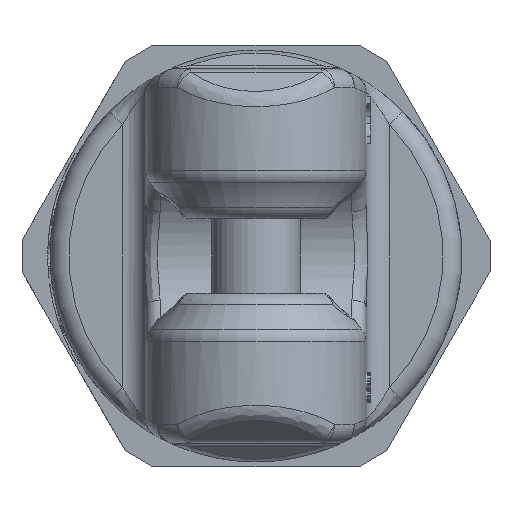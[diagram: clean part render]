
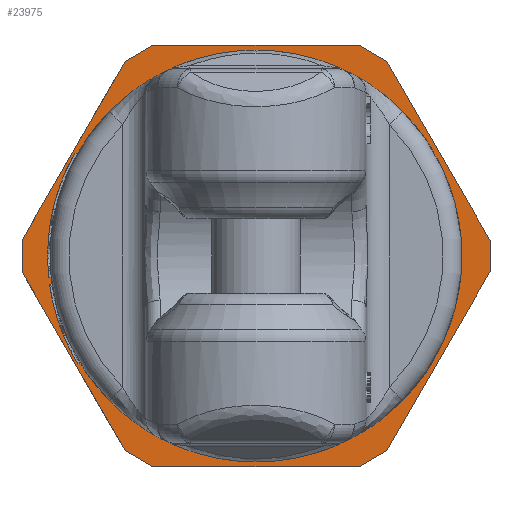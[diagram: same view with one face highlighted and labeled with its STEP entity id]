
A CAD part, left-side view. The second image highlights one B-rep face of the part: STEP entity #23975.
In plain terms, the highlighted face is planar.
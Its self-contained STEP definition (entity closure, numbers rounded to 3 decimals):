
#18978=DIRECTION('',(-0.866,-0.5,0.));
#18979=VECTOR('',#18978,6.795);
#18980=CARTESIAN_POINT('',(-22.058,45.,20.));
#18981=LINE('',#18980,#18979);
#18982=DIRECTION('',(-1.,0.,0.));
#18983=VECTOR('',#18982,44.115);
#18984=CARTESIAN_POINT('',(22.058,45.,20.));
#18985=LINE('',#18984,#18983);
#18986=DIRECTION('',(-0.866,0.5,0.));
#18987=VECTOR('',#18986,6.795);
#18988=CARTESIAN_POINT('',(27.942,41.603,20.));
#18989=LINE('',#18988,#18987);
#18990=DIRECTION('',(-0.5,0.866,0.));
#18991=VECTOR('',#18990,44.115);
#18992=CARTESIAN_POINT('',(50.,3.397,20.));
#18993=LINE('',#18992,#18991);
#18994=DIRECTION('',(0.,1.,0.));
#18995=VECTOR('',#18994,6.795);
#18996=CARTESIAN_POINT('',(50.,-3.397,20.));
#18997=LINE('',#18996,#18995);
#18998=DIRECTION('',(0.5,0.866,0.));
#18999=VECTOR('',#18998,44.115);
#19000=CARTESIAN_POINT('',(27.942,-41.603,20.));
#19001=LINE('',#19000,#18999);
#19002=DIRECTION('',(0.866,0.5,0.));
#19003=VECTOR('',#19002,6.795);
#19004=CARTESIAN_POINT('',(22.058,-45.,20.));
#19005=LINE('',#19004,#19003);
#19006=DIRECTION('',(1.,0.,0.));
#19007=VECTOR('',#19006,44.115);
#19008=CARTESIAN_POINT('',(-22.058,-45.,20.));
#19009=LINE('',#19008,#19007);
#19010=DIRECTION('',(0.866,-0.5,0.));
#19011=VECTOR('',#19010,6.795);
#19012=CARTESIAN_POINT('',(-27.942,-41.603,20.));
#19013=LINE('',#19012,#19011);
#19014=DIRECTION('',(0.5,-0.866,0.));
#19015=VECTOR('',#19014,44.115);
#19016=CARTESIAN_POINT('',(-50.,-3.397,20.));
#19017=LINE('',#19016,#19015);
#19018=DIRECTION('',(0.,-1.,0.));
#19019=VECTOR('',#19018,6.795);
#19020=CARTESIAN_POINT('',(-50.,3.397,20.));
#19021=LINE('',#19020,#19019);
#19022=DIRECTION('',(-0.5,-0.866,0.));
#19023=VECTOR('',#19022,44.115);
#19024=CARTESIAN_POINT('',(-27.942,41.603,20.));
#19025=LINE('',#19024,#19023);
#22210=CARTESIAN_POINT('',(-22.058,45.,20.));
#22211=CARTESIAN_POINT('',(-27.942,41.603,20.));
#22212=VERTEX_POINT('',#22210);
#22213=VERTEX_POINT('',#22211);
#22214=CARTESIAN_POINT('',(-50.,3.397,20.));
#22215=VERTEX_POINT('',#22214);
#22216=CARTESIAN_POINT('',(-50.,-3.397,20.));
#22217=VERTEX_POINT('',#22216);
#22218=CARTESIAN_POINT('',(-27.942,-41.603,20.));
#22219=VERTEX_POINT('',#22218);
#22220=CARTESIAN_POINT('',(-22.058,-45.,20.));
#22221=VERTEX_POINT('',#22220);
#22222=CARTESIAN_POINT('',(22.058,-45.,20.));
#22223=VERTEX_POINT('',#22222);
#22224=CARTESIAN_POINT('',(27.942,-41.603,20.));
#22225=VERTEX_POINT('',#22224);
#22226=CARTESIAN_POINT('',(50.,-3.397,20.));
#22227=VERTEX_POINT('',#22226);
#22228=CARTESIAN_POINT('',(50.,3.397,20.));
#22229=VERTEX_POINT('',#22228);
#22230=CARTESIAN_POINT('',(27.942,41.603,20.));
#22231=VERTEX_POINT('',#22230);
#22232=CARTESIAN_POINT('',(22.058,45.,20.));
#22233=VERTEX_POINT('',#22232);
#23956=CARTESIAN_POINT('',(0.,0.,20.));
#23957=DIRECTION('',(0.,0.,1.));
#23958=DIRECTION('',(1.,0.,0.));
#23959=AXIS2_PLACEMENT_3D('',#23956,#23957,#23958);
#23960=PLANE('',#23959);
#23961=ORIENTED_EDGE('',*,*,#23512,.F.);
#23962=ORIENTED_EDGE('',*,*,#23527,.F.);
#23963=ORIENTED_EDGE('',*,*,#23541,.F.);
#23964=ORIENTED_EDGE('',*,*,#23555,.F.);
#23965=ORIENTED_EDGE('',*,*,#23843,.F.);
#23966=ORIENTED_EDGE('',*,*,#23857,.F.);
#23967=ORIENTED_EDGE('',*,*,#23881,.F.);
#23968=ORIENTED_EDGE('',*,*,#23895,.F.);
#23969=ORIENTED_EDGE('',*,*,#23909,.F.);
#23970=ORIENTED_EDGE('',*,*,#23923,.F.);
#23971=ORIENTED_EDGE('',*,*,#23937,.F.);
#23972=ORIENTED_EDGE('',*,*,#23950,.F.);
#23973=EDGE_LOOP('',(#23961,#23962,#23963,#23964,#23965,#23966,#23967,#23968,
#23969,#23970,#23971,#23972));
#23974=FACE_OUTER_BOUND('',#23973,.F.);
#23975=ADVANCED_FACE('',(#23974),#23960,.T.);
#23512=EDGE_CURVE('',#22212,#22213,#18981,.T.);
#23527=EDGE_CURVE('',#22233,#22212,#18985,.T.);
#23541=EDGE_CURVE('',#22231,#22233,#18989,.T.);
#23555=EDGE_CURVE('',#22229,#22231,#18993,.T.);
#23843=EDGE_CURVE('',#22227,#22229,#18997,.T.);
#23857=EDGE_CURVE('',#22225,#22227,#19001,.T.);
#23881=EDGE_CURVE('',#22223,#22225,#19005,.T.);
#23895=EDGE_CURVE('',#22221,#22223,#19009,.T.);
#23909=EDGE_CURVE('',#22219,#22221,#19013,.T.);
#23923=EDGE_CURVE('',#22217,#22219,#19017,.T.);
#23937=EDGE_CURVE('',#22215,#22217,#19021,.T.);
#23950=EDGE_CURVE('',#22213,#22215,#19025,.T.);
